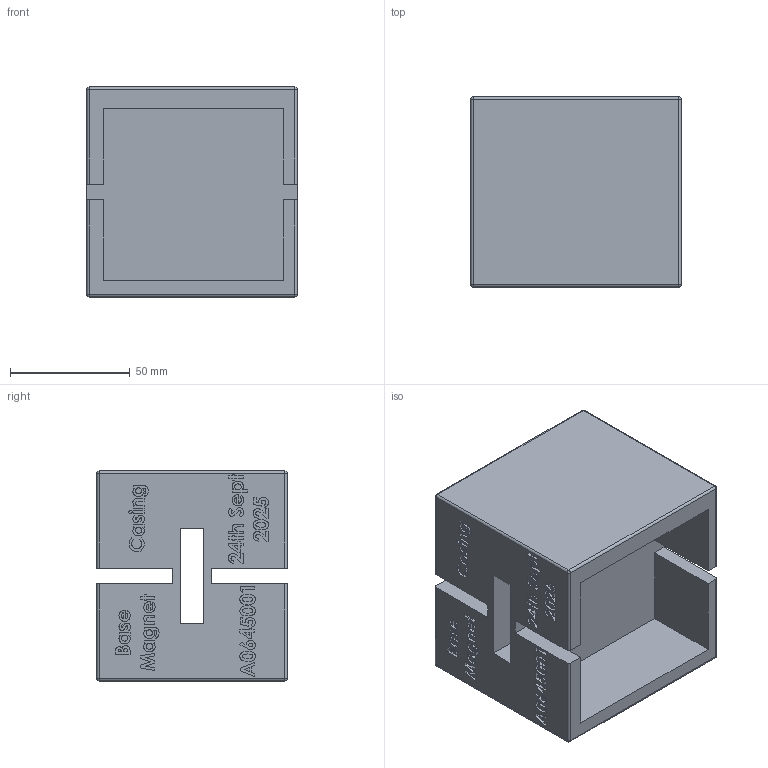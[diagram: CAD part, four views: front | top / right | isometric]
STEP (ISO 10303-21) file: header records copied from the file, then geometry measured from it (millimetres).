
FILE_DESCRIPTION(/* description */ (''),/* implementation_level */ '2;1');
FILE_NAME(/* name */ 'Base_Casing_A645.stp',/* time_stamp */ '2025-09-24T11:21:39-04:00',/* author */ ('usman'),/* organization */ (''),/* preprocessor_version */ 'ST-DEVELOPER v20.1',/* originating_system */ 'Autodesk Inventor 2026',/* authorisation */ '');
FILE_SCHEMA (('AUTOMOTIVE_DESIGN { 1 0 10303 214 3 1 1 }'));
Length unit declared in the file: millimetre
Products named in the file (1): Base_Casing
Bounding box: 88 x 79.5 x 87.8 mm (x, y, z)
Volume: 229797.5 mm3; surface area: 70982.3 mm2
Topology: 1 solids, 1 shells, 581 faces, 1545 edges, 1023 vertices
Faces by surface type: plane 311, bspline 246, cylinder 16, sphere 8
Entity records: 19799 total; most frequent: CARTESIAN_POINT 6954, ORIENTED_EDGE 3090, DIRECTION 1757, EDGE_CURVE 1545, VERTEX_POINT 1022, LINE 1021, VECTOR 1021, EDGE_LOOP 639
